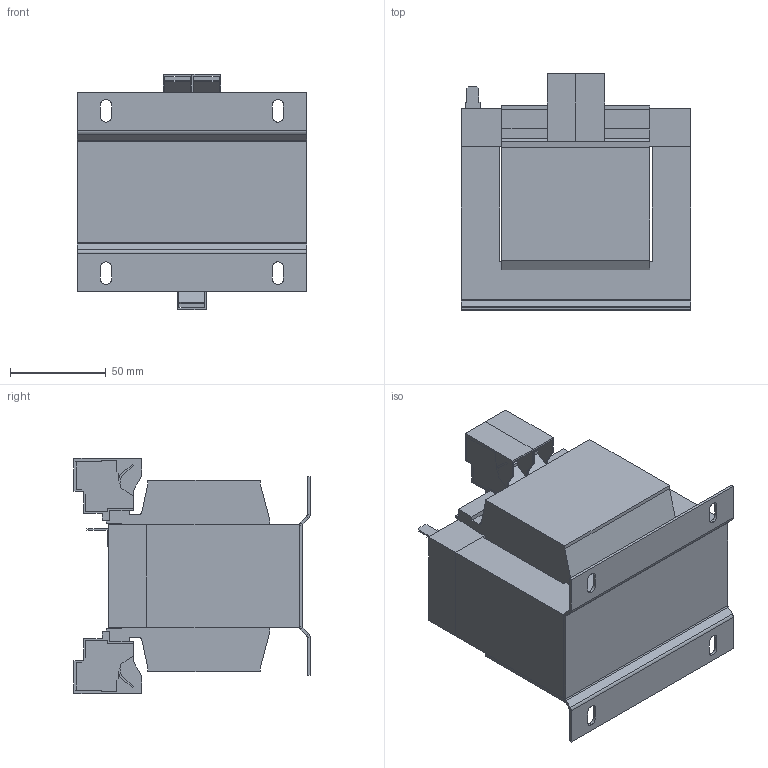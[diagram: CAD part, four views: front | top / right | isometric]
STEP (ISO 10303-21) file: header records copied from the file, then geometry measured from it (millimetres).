
FILE_DESCRIPTION (( 'STEP AP214' ), '1' );
FILE_NAME ('188771.STEP', '2023-08-15T08:37:15', ( '' ), ( '' ), 'SwSTEP 2.0', 'SolidWorks 2018', '' );
FILE_SCHEMA (( 'AUTOMOTIVE_DESIGN' ));
Length unit declared in the file: millimetre
Products named in the file (1): 188771
Bounding box: 120.06 x 123.62 x 123.1 mm (x, y, z)
Volume: 929289.7 mm3; surface area: 115841.9 mm2
Topology: 1 solids, 1 shells, 313 faces, 940 edges, 628 vertices
Faces by surface type: plane 267, cylinder 46
Entity records: 10508 total; most frequent: CARTESIAN_POINT 1882, ORIENTED_EDGE 1880, DIRECTION 1660, EDGE_CURVE 940, LINE 848, VECTOR 848, VERTEX_POINT 628, AXIS2_PLACEMENT_3D 406
